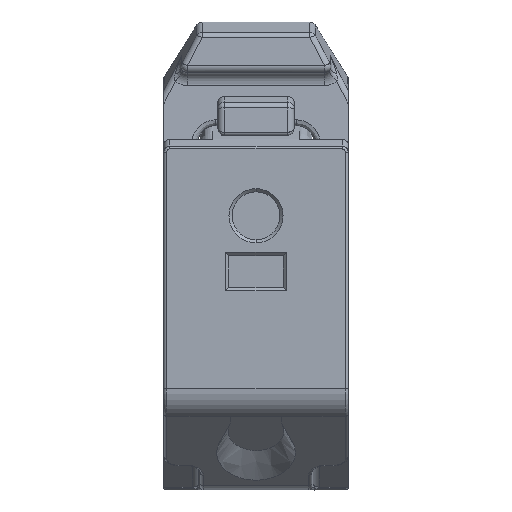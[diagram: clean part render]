
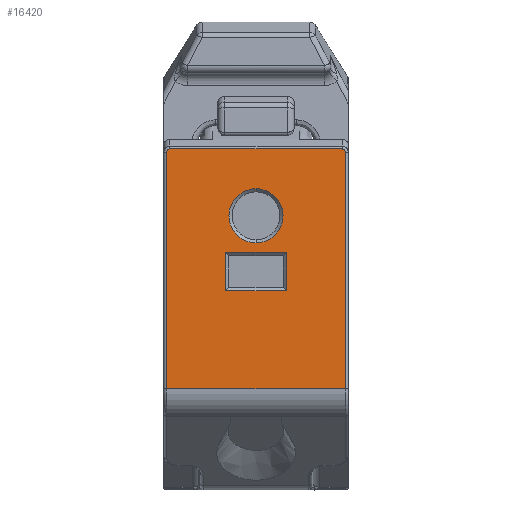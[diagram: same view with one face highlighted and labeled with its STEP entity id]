
A CAD part, left-side view. The second image highlights one B-rep face of the part: STEP entity #16420.
In plain terms, the highlighted planar face has unit normal (-1, 0, 0).
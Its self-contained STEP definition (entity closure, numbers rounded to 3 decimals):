
#1357=CARTESIAN_POINT('',(-4.45,1.5,5.183));
#1358=CARTESIAN_POINT('',(-4.45,1.5,5.241));
#1359=CARTESIAN_POINT('',(-4.45,1.454,5.299));
#1360=CARTESIAN_POINT('',(-4.45,1.4,5.299));
#1362=CARTESIAN_POINT('',(-4.45,-4.,5.299));
#1363=CARTESIAN_POINT('',(-4.45,-4.054,5.299));
#1364=CARTESIAN_POINT('',(-4.45,-4.1,5.241));
#1365=CARTESIAN_POINT('',(-4.45,-4.1,5.183));
#1367=CARTESIAN_POINT('',(-4.45,-1.3,3.2));
#1368=DIRECTION('',(-1.,0.,0.));
#1369=DIRECTION('',(0.,0.,-1.));
#1370=AXIS2_PLACEMENT_3D('',#1367,#1368,#1369);
#1372=CARTESIAN_POINT('',(-4.45,-1.3,3.2));
#1373=DIRECTION('',(-1.,0.,0.));
#1374=DIRECTION('',(0.,0.,1.));
#1375=AXIS2_PLACEMENT_3D('',#1372,#1373,#1374);
#1377=DIRECTION('',(0.,1.,0.));
#1378=VECTOR('',#1377,1.9);
#1379=CARTESIAN_POINT('',(-4.45,-2.25,2.05));
#1380=LINE('',#1379,#1378);
#1381=DIRECTION('',(0.,0.,-1.));
#1382=VECTOR('',#1381,1.2);
#1383=CARTESIAN_POINT('',(-4.45,-0.35,2.05));
#1384=LINE('',#1383,#1382);
#1385=DIRECTION('',(0.,-1.,0.));
#1386=VECTOR('',#1385,1.9);
#1387=CARTESIAN_POINT('',(-4.45,-0.35,0.85));
#1388=LINE('',#1387,#1386);
#1389=DIRECTION('',(0.,0.,1.));
#1390=VECTOR('',#1389,1.2);
#1391=CARTESIAN_POINT('',(-4.45,-2.25,0.85));
#1392=LINE('',#1391,#1390);
#1393=DIRECTION('',(0.,0.,1.));
#1394=VECTOR('',#1393,7.408);
#1395=CARTESIAN_POINT('',(-4.45,-4.1,-2.225));
#1396=LINE('',#1395,#1394);
#1459=DIRECTION('',(0.,-1.,0.));
#1460=VECTOR('',#1459,5.6);
#1461=CARTESIAN_POINT('',(-4.45,1.5,-2.225));
#1462=LINE('',#1461,#1460);
#1641=DIRECTION('',(0.,0.,-1.));
#1642=VECTOR('',#1641,7.408);
#1643=CARTESIAN_POINT('',(-4.45,1.5,5.183));
#1644=LINE('',#1643,#1642);
#1673=DIRECTION('',(0.,1.,0.));
#1674=VECTOR('',#1673,5.4);
#1675=CARTESIAN_POINT('',(-4.45,-4.,5.299));
#1676=LINE('',#1675,#1674);
#12017=VERTEX_POINT('',#1362);
#12018=VERTEX_POINT('',#1365);
#12019=CARTESIAN_POINT('',(-4.45,-4.1,-2.225));
#12020=VERTEX_POINT('',#12019);
#12021=CARTESIAN_POINT('',(-4.45,1.5,-2.225));
#12022=VERTEX_POINT('',#12021);
#12023=CARTESIAN_POINT('',(-4.45,1.5,5.183));
#12024=VERTEX_POINT('',#12023);
#12025=VERTEX_POINT('',#1360);
#12026=CARTESIAN_POINT('',(-4.45,-1.3,2.35));
#12027=CARTESIAN_POINT('',(-4.45,-1.3,4.05));
#12028=VERTEX_POINT('',#12026);
#12029=VERTEX_POINT('',#12027);
#12030=CARTESIAN_POINT('',(-4.45,-2.25,2.05));
#12031=CARTESIAN_POINT('',(-4.45,-0.35,2.05));
#12032=VERTEX_POINT('',#12030);
#12033=VERTEX_POINT('',#12031);
#12034=CARTESIAN_POINT('',(-4.45,-0.35,0.85));
#12035=VERTEX_POINT('',#12034);
#12036=CARTESIAN_POINT('',(-4.45,-2.25,0.85));
#12037=VERTEX_POINT('',#12036);
#16386=CARTESIAN_POINT('',(-4.45,-3.3,6.5));
#16387=DIRECTION('',(-1.,0.,0.));
#16388=DIRECTION('',(0.,1.,0.));
#16389=AXIS2_PLACEMENT_3D('',#16386,#16387,#16388);
#16390=PLANE('',#16389);
#16392=ORIENTED_EDGE('',*,*,#16391,.F.);
#16394=ORIENTED_EDGE('',*,*,#16393,.F.);
#16396=ORIENTED_EDGE('',*,*,#16395,.F.);
#16398=ORIENTED_EDGE('',*,*,#16397,.T.);
#16400=ORIENTED_EDGE('',*,*,#16399,.F.);
#16401=ORIENTED_EDGE('',*,*,#16376,.T.);
#16402=EDGE_LOOP('',(#16392,#16394,#16396,#16398,#16400,#16401));
#16403=FACE_OUTER_BOUND('',#16402,.F.);
#16405=ORIENTED_EDGE('',*,*,#16404,.T.);
#16407=ORIENTED_EDGE('',*,*,#16406,.T.);
#16408=EDGE_LOOP('',(#16405,#16407));
#16409=FACE_BOUND('',#16408,.F.);
#16411=ORIENTED_EDGE('',*,*,#16410,.T.);
#16413=ORIENTED_EDGE('',*,*,#16412,.T.);
#16415=ORIENTED_EDGE('',*,*,#16414,.T.);
#16417=ORIENTED_EDGE('',*,*,#16416,.T.);
#16418=EDGE_LOOP('',(#16411,#16413,#16415,#16417));
#16419=FACE_BOUND('',#16418,.F.);
#1361=B_SPLINE_CURVE_WITH_KNOTS('',3,(#1357,#1358,#1359,#1360),.UNSPECIFIED.,
.F.,.F.,(4,4),(0.,1.),.UNSPECIFIED.);
#1366=B_SPLINE_CURVE_WITH_KNOTS('',3,(#1362,#1363,#1364,#1365),.UNSPECIFIED.,
.F.,.F.,(4,4),(0.,1.),.UNSPECIFIED.);
#1371=CIRCLE('',#1370,0.85);
#1376=CIRCLE('',#1375,0.85);
#16376=EDGE_CURVE('',#12017,#12018,#1366,.T.);
#16391=EDGE_CURVE('',#12020,#12018,#1396,.T.);
#16393=EDGE_CURVE('',#12022,#12020,#1462,.T.);
#16395=EDGE_CURVE('',#12024,#12022,#1644,.T.);
#16397=EDGE_CURVE('',#12024,#12025,#1361,.T.);
#16399=EDGE_CURVE('',#12017,#12025,#1676,.T.);
#16404=EDGE_CURVE('',#12028,#12029,#1371,.T.);
#16406=EDGE_CURVE('',#12029,#12028,#1376,.T.);
#16410=EDGE_CURVE('',#12032,#12033,#1380,.T.);
#16412=EDGE_CURVE('',#12033,#12035,#1384,.T.);
#16414=EDGE_CURVE('',#12035,#12037,#1388,.T.);
#16416=EDGE_CURVE('',#12037,#12032,#1392,.T.);
#16420=ADVANCED_FACE('',(#16403,#16409,#16419),#16390,.T.);
